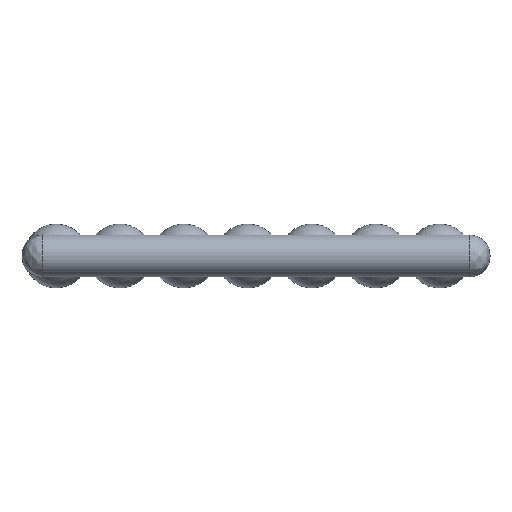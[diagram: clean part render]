
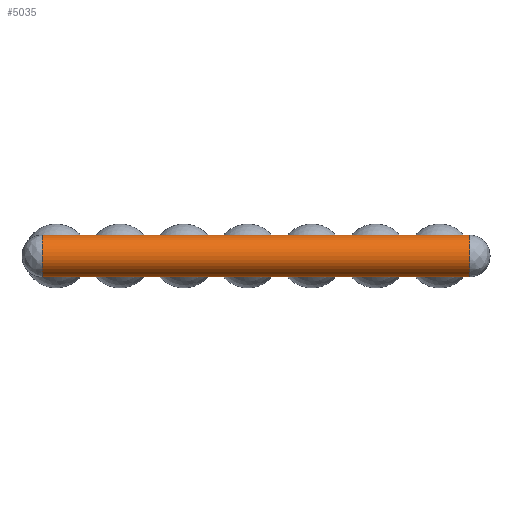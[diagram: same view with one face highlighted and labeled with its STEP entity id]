
A CAD part, left-side view. The second image highlights one B-rep face of the part: STEP entity #5035.
In plain terms, the highlighted cylindrical face has radius 1.246 mm (diameter 2.492 mm), a partial arc.
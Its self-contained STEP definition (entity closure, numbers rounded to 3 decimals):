
#336=DIRECTION('',(0.,1.,0.));
#337=VECTOR('',#336,25.49);
#338=CARTESIAN_POINT('',(-6.754,-1.8,1.246));
#339=LINE('',#338,#337);
#1752=CARTESIAN_POINT('',(-6.754,23.69,0.));
#1753=DIRECTION('',(0.,-1.,0.));
#1754=DIRECTION('',(0.,0.,1.));
#1755=AXIS2_PLACEMENT_3D('',#1752,#1753,#1754);
#1757=CARTESIAN_POINT('',(-6.754,-1.8,0.));
#1758=DIRECTION('',(0.,-1.,0.));
#1759=DIRECTION('',(0.,0.,1.));
#1760=AXIS2_PLACEMENT_3D('',#1757,#1758,#1759);
#1762=DIRECTION('',(0.,1.,0.));
#1763=VECTOR('',#1762,25.49);
#1764=CARTESIAN_POINT('',(-6.754,-1.8,-1.246));
#1765=LINE('',#1764,#1763);
#1985=CARTESIAN_POINT('',(-6.754,-1.8,1.246));
#1986=CARTESIAN_POINT('',(-6.754,-1.8,-1.246));
#1987=VERTEX_POINT('',#1985);
#1988=VERTEX_POINT('',#1986);
#2399=CARTESIAN_POINT('',(-6.754,23.69,1.246));
#2400=CARTESIAN_POINT('',(-6.754,23.69,-1.246));
#2401=VERTEX_POINT('',#2399);
#2402=VERTEX_POINT('',#2400);
#5023=CARTESIAN_POINT('',(-6.754,-3.,0.));
#5024=DIRECTION('',(0.,1.,0.));
#5025=DIRECTION('',(0.,0.,-1.));
#5026=AXIS2_PLACEMENT_3D('',#5023,#5024,#5025);
#5027=CYLINDRICAL_SURFACE('',#5026,1.246);
#5029=ORIENTED_EDGE('',*,*,#5028,.F.);
#5030=ORIENTED_EDGE('',*,*,#2889,.F.);
#5031=ORIENTED_EDGE('',*,*,#5016,.T.);
#5032=ORIENTED_EDGE('',*,*,#2446,.T.);
#5033=EDGE_LOOP('',(#5029,#5030,#5031,#5032));
#5034=FACE_OUTER_BOUND('',#5033,.F.);
#1756=CIRCLE('',#1755,1.246);
#1761=CIRCLE('',#1760,1.246);
#2446=EDGE_CURVE('',#1988,#2402,#1765,.T.);
#2889=EDGE_CURVE('',#1987,#2401,#339,.T.);
#5016=EDGE_CURVE('',#1987,#1988,#1761,.T.);
#5028=EDGE_CURVE('',#2401,#2402,#1756,.T.);
#5035=ADVANCED_FACE('',(#5034),#5027,.T.);
